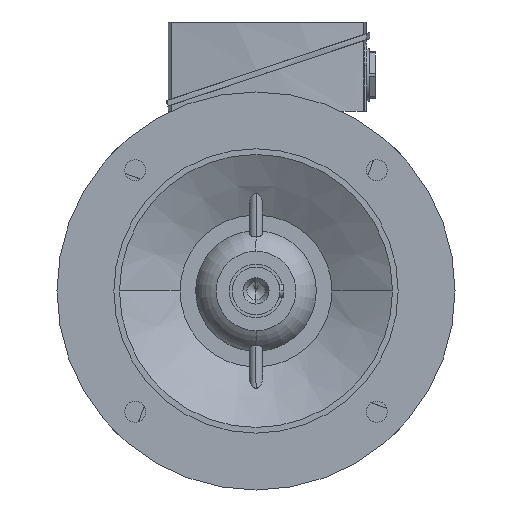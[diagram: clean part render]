
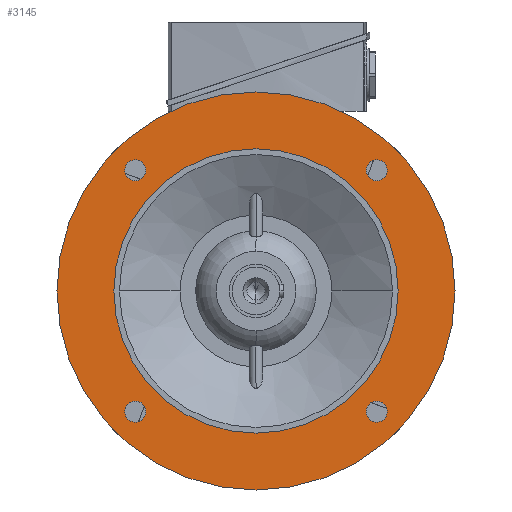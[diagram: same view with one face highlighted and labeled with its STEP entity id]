
A CAD part, left-side view. The second image highlights one B-rep face of the part: STEP entity #3145.
In plain terms, the highlighted planar face has unit normal (-1, 0, 0).
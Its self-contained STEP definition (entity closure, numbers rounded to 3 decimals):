
#3145=ADVANCED_FACE('',(#6324,#6325,#6326,#6327,#6328,#6329),#6330,.T.);
#6324=FACE_BOUND('',#9518,.T.);
#6325=FACE_BOUND('',#9519,.T.);
#6326=FACE_BOUND('',#9520,.T.);
#6327=FACE_BOUND('',#9521,.T.);
#6328=FACE_OUTER_BOUND('',#9522,.T.);
#6329=FACE_BOUND('',#9523,.T.);
#6330=PLANE('',#9524);
#9518=EDGE_LOOP('',(#19492,#19493));
#9519=EDGE_LOOP('',(#19494,#19495));
#9520=EDGE_LOOP('',(#19496,#19497));
#9521=EDGE_LOOP('',(#19498,#19499));
#9522=EDGE_LOOP('',(#19500,#19501));
#9523=EDGE_LOOP('',(#19502,#19503));
#9524=AXIS2_PLACEMENT_3D('',#19504,#19505,#19506);
#19492=ORIENTED_EDGE('',*,*,#23436,.T.);
#19493=ORIENTED_EDGE('',*,*,#19719,.T.);
#19494=ORIENTED_EDGE('',*,*,#23439,.T.);
#19495=ORIENTED_EDGE('',*,*,#19714,.T.);
#19496=ORIENTED_EDGE('',*,*,#23442,.T.);
#19497=ORIENTED_EDGE('',*,*,#19709,.T.);
#19498=ORIENTED_EDGE('',*,*,#23445,.T.);
#19499=ORIENTED_EDGE('',*,*,#19704,.T.);
#19500=ORIENTED_EDGE('',*,*,#19681,.F.);
#19501=ORIENTED_EDGE('',*,*,#23493,.F.);
#19502=ORIENTED_EDGE('',*,*,#19688,.T.);
#19503=ORIENTED_EDGE('',*,*,#23491,.T.);
#19504=CARTESIAN_POINT('',(-80.0,150.0,0.0));
#19505=DIRECTION('',(-1.0,0.0,0.0));
#19506=DIRECTION('',(0.0,-1.0,0.0));
#19681=EDGE_CURVE('',#23709,#23712,#23713,.T.);
#19688=EDGE_CURVE('',#23719,#23723,#23725,.T.);
#19704=EDGE_CURVE('',#23754,#23751,#23755,.T.);
#19709=EDGE_CURVE('',#23763,#23760,#23764,.T.);
#19714=EDGE_CURVE('',#23772,#23769,#23773,.T.);
#19719=EDGE_CURVE('',#23781,#23778,#23782,.T.);
#23436=EDGE_CURVE('',#23778,#23781,#29325,.T.);
#23439=EDGE_CURVE('',#23769,#23772,#29328,.T.);
#23442=EDGE_CURVE('',#23760,#23763,#29331,.T.);
#23445=EDGE_CURVE('',#23751,#23754,#29334,.T.);
#23491=EDGE_CURVE('',#23723,#23719,#29388,.T.);
#23493=EDGE_CURVE('',#23712,#23709,#29390,.T.);
#23709=VERTEX_POINT('',#29702);
#23712=VERTEX_POINT('',#29706);
#23713=CIRCLE('',#29707,175.0);
#23719=VERTEX_POINT('',#29714);
#23723=VERTEX_POINT('',#29719);
#23725=CIRCLE('',#29722,125.0);
#23751=VERTEX_POINT('',#29824);
#23754=VERTEX_POINT('',#29828);
#23755=CIRCLE('',#29829,9.25);
#23760=VERTEX_POINT('',#29835);
#23763=VERTEX_POINT('',#29839);
#23764=CIRCLE('',#29840,9.25);
#23769=VERTEX_POINT('',#29846);
#23772=VERTEX_POINT('',#29850);
#23773=CIRCLE('',#29851,9.25);
#23778=VERTEX_POINT('',#29857);
#23781=VERTEX_POINT('',#29861);
#23782=CIRCLE('',#29862,9.25);
#29325=CIRCLE('',#46054,9.25);
#29328=CIRCLE('',#46057,9.25);
#29331=CIRCLE('',#46060,9.25);
#29334=CIRCLE('',#46063,9.25);
#29388=CIRCLE('',#46137,125.0);
#29390=CIRCLE('',#46139,175.0);
#29702=CARTESIAN_POINT('',(-80.0,175.0,0.0));
#29706=CARTESIAN_POINT('',(-80.0,-175.0,0.));
#29707=AXIS2_PLACEMENT_3D('',#46247,#46248,#46249);
#29714=CARTESIAN_POINT('',(-80.0,125.0,0.0));
#29719=CARTESIAN_POINT('',(-80.0,-125.0,0.));
#29722=AXIS2_PLACEMENT_3D('',#46259,#46260,#46261);
#29824=CARTESIAN_POINT('',(-80.0,-112.607,112.607));
#29828=CARTESIAN_POINT('',(-80.0,-99.525,99.525));
#29829=AXIS2_PLACEMENT_3D('',#46286,#46287,#46288);
#29835=CARTESIAN_POINT('',(-80.0,112.607,112.607));
#29839=CARTESIAN_POINT('',(-80.0,99.525,99.525));
#29840=AXIS2_PLACEMENT_3D('',#46294,#46295,#46296);
#29846=CARTESIAN_POINT('',(-80.0,112.607,-112.607));
#29850=CARTESIAN_POINT('',(-80.0,99.525,-99.525));
#29851=AXIS2_PLACEMENT_3D('',#46302,#46303,#46304);
#29857=CARTESIAN_POINT('',(-80.0,-112.607,-112.607));
#29861=CARTESIAN_POINT('',(-80.0,-99.525,-99.525));
#29862=AXIS2_PLACEMENT_3D('',#46310,#46311,#46312);
#46054=AXIS2_PLACEMENT_3D('',#49802,#49803,#49804);
#46057=AXIS2_PLACEMENT_3D('',#49808,#49809,#49810);
#46060=AXIS2_PLACEMENT_3D('',#49814,#49815,#49816);
#46063=AXIS2_PLACEMENT_3D('',#49820,#49821,#49822);
#46137=AXIS2_PLACEMENT_3D('',#49852,#49853,#49854);
#46139=AXIS2_PLACEMENT_3D('',#49855,#49856,#49857);
#46247=CARTESIAN_POINT('',(-80.0,0.0,0.0));
#46248=DIRECTION('',(1.0,0.0,0.0));
#46249=DIRECTION('',(0.0,1.0,0.0));
#46259=CARTESIAN_POINT('',(-80.0,0.0,0.0));
#46260=DIRECTION('',(1.0,0.0,0.0));
#46261=DIRECTION('',(0.0,1.0,0.0));
#46286=CARTESIAN_POINT('',(-80.0,-106.066,106.066));
#46287=DIRECTION('',(1.0,0.0,-0.0));
#46288=DIRECTION('',(0.0,-0.707,0.707));
#46294=CARTESIAN_POINT('',(-80.0,106.066,106.066));
#46295=DIRECTION('',(1.0,0.0,-0.0));
#46296=DIRECTION('',(0.0,0.707,0.707));
#46302=CARTESIAN_POINT('',(-80.0,106.066,-106.066));
#46303=DIRECTION('',(1.0,-0.0,0.0));
#46304=DIRECTION('',(0.0,0.707,-0.707));
#46310=CARTESIAN_POINT('',(-80.0,-106.066,-106.066));
#46311=DIRECTION('',(1.0,0.0,0.0));
#46312=DIRECTION('',(0.0,-0.707,-0.707));
#49802=CARTESIAN_POINT('',(-80.0,-106.066,-106.066));
#49803=DIRECTION('',(1.0,0.0,0.0));
#49804=DIRECTION('',(0.0,-0.707,-0.707));
#49808=CARTESIAN_POINT('',(-80.0,106.066,-106.066));
#49809=DIRECTION('',(1.0,-0.0,0.0));
#49810=DIRECTION('',(0.0,0.707,-0.707));
#49814=CARTESIAN_POINT('',(-80.0,106.066,106.066));
#49815=DIRECTION('',(1.0,0.0,-0.0));
#49816=DIRECTION('',(0.0,0.707,0.707));
#49820=CARTESIAN_POINT('',(-80.0,-106.066,106.066));
#49821=DIRECTION('',(1.0,0.0,-0.0));
#49822=DIRECTION('',(0.0,-0.707,0.707));
#49852=CARTESIAN_POINT('',(-80.0,0.0,0.0));
#49853=DIRECTION('',(1.0,0.0,0.0));
#49854=DIRECTION('',(0.0,1.0,0.0));
#49855=CARTESIAN_POINT('',(-80.0,0.0,0.0));
#49856=DIRECTION('',(1.0,0.0,0.0));
#49857=DIRECTION('',(0.0,1.0,0.0));
